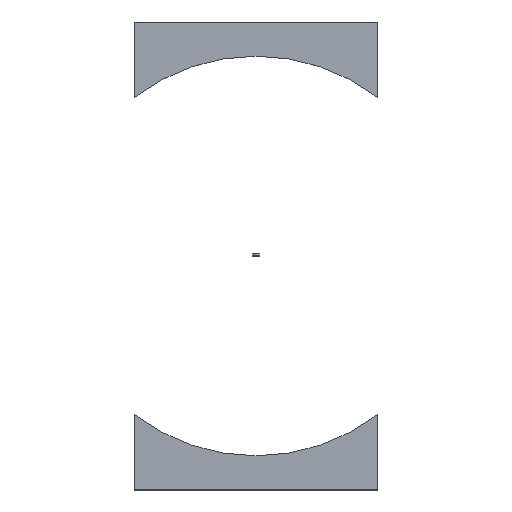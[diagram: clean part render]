
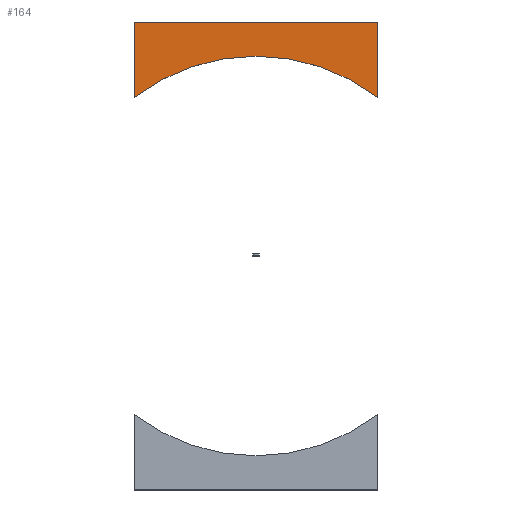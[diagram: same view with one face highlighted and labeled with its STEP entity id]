
A CAD part, top view. The second image highlights one B-rep face of the part: STEP entity #164.
In plain terms, the highlighted planar face has unit normal (0, 0, 1).
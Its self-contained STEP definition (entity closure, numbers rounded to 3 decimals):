
#42=CARTESIAN_POINT('',(35.75,68.739,1.));
#43=VERTEX_POINT('',#42);
#50=CARTESIAN_POINT('',(35.75,46.558,1.));
#51=VERTEX_POINT('',#50);
#52=CARTESIAN_POINT('',(35.75,68.739,1.));
#53=DIRECTION('',(-0.,-1.,0.));
#54=VECTOR('',#53,22.181);
#55=LINE('',#52,#54);
#56=EDGE_CURVE('',#43,#51,#55,.T.);
#80=CARTESIAN_POINT('',(-35.75,68.739,1.));
#81=VERTEX_POINT('',#80);
#88=CARTESIAN_POINT('',(-35.75,68.739,1.));
#89=DIRECTION('',(1.,0.,0.));
#90=VECTOR('',#89,71.5);
#91=LINE('',#88,#90);
#92=EDGE_CURVE('',#81,#43,#91,.T.);
#111=CARTESIAN_POINT('',(-35.75,46.558,1.));
#112=VERTEX_POINT('',#111);
#119=CARTESIAN_POINT('',(-35.75,46.558,1.));
#120=DIRECTION('',(0.,1.,0.));
#121=VECTOR('',#120,22.181);
#122=LINE('',#119,#121);
#123=EDGE_CURVE('',#112,#81,#122,.T.);
#142=CARTESIAN_POINT('',(0.,0.,1.));
#143=DIRECTION('',(0.,0.,1.));
#144=DIRECTION('',(-1.,0.,0.));
#145=AXIS2_PLACEMENT_3D('',#142,#143,#144);
#146=CIRCLE('',#145,58.7);
#147=EDGE_CURVE('',#51,#112,#146,.T.);
#153=CARTESIAN_POINT('',(0.,0.,1.));
#154=DIRECTION('',(0.,0.,-1.));
#155=DIRECTION('',(1.,0.,0.));
#156=AXIS2_PLACEMENT_3D('',#153,#154,#155);
#157=PLANE('',#156);
#158=ORIENTED_EDGE('',*,*,#56,.F.);
#159=ORIENTED_EDGE('',*,*,#92,.F.);
#160=ORIENTED_EDGE('',*,*,#123,.F.);
#161=ORIENTED_EDGE('',*,*,#147,.F.);
#162=EDGE_LOOP('',(#158,#159,#160,#161));
#163=FACE_BOUND('',#162,.T.);
#164=ADVANCED_FACE('',(#163),#157,.F.);
